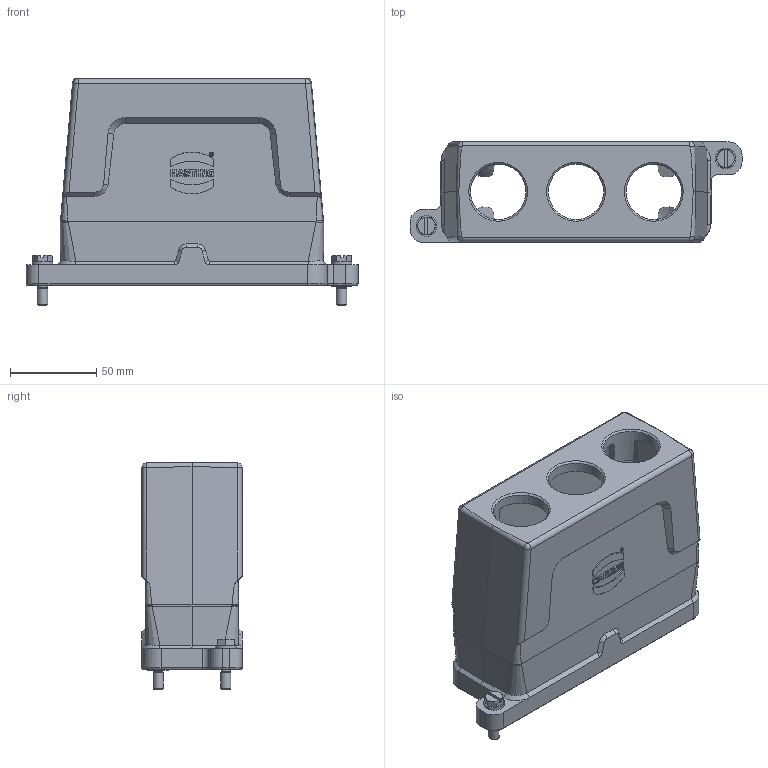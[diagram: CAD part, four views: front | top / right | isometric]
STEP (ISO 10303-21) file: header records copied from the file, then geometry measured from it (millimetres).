
FILE_DESCRIPTION(/* description */ (''),/* implementation_level */ '2;1');
FILE_NAME(/* name */ '100221341ugm000_d.stp',/* time_stamp */ '2017-11-03T10:41:48+01:00',/* author */ (''),/* organization */ (''),/* preprocessor_version */ 'ST-DEVELOPER v16',/* originating_system */ 'SIEMENS PLM Software NX 10.0',/* authorisation */ '');
FILE_SCHEMA (('AUTOMOTIVE_DESIGN { 1 0 10303 214 3 1 1 1 }'));
Length unit declared in the file: millimetre
Products named in the file (1): 100221341ugm000_d
Bounding box: 192 x 58 x 130.9 mm (x, y, z)
Volume: 267858.1 mm3; surface area: 114087.3 mm2
Topology: 1 solids, 2 shells, 507 faces, 1810 edges, 1866 vertices
Faces by surface type: plane 246, cylinder 129, cone 57, bspline 55, torus 16, sphere 4
Full cylindrical faces by diameter (mm): 3 x4, 5.3 x4, 6 x2, 6.2 x4, 6.4 x2, 6.45 x2, 12 x2, 13 x2, 14.05 x2, 32 x3
Entity records: 26704 total; most frequent: CARTESIAN_POINT 8496, DIRECTION 2462, ORIENTED_EDGE 2422, EDGE_CURVE 1211, PRESENTATION_STYLE_ASSIGNMENT 1025, LINE 822, VECTOR 822, AXIS2_PLACEMENT_3D 820
